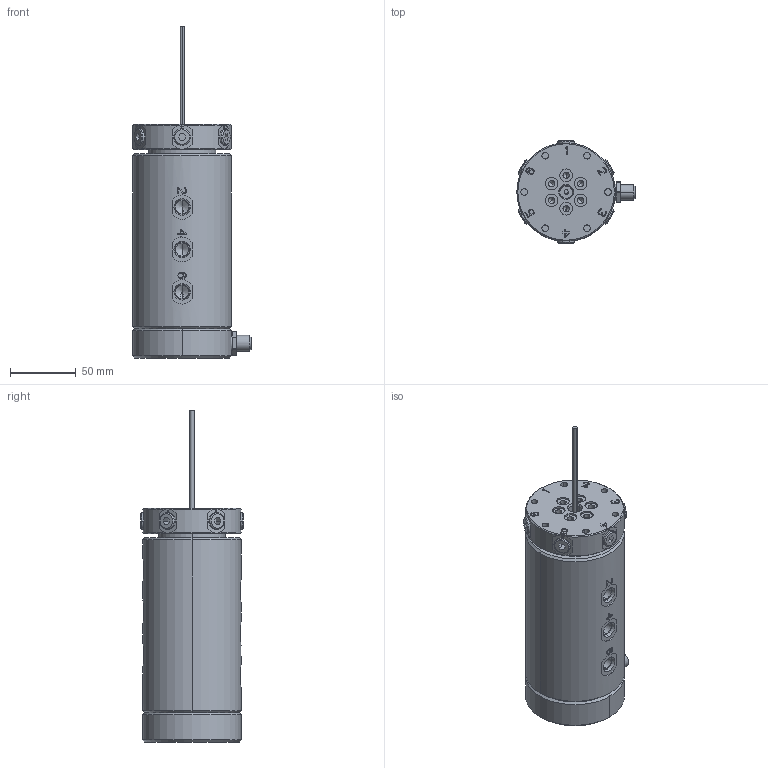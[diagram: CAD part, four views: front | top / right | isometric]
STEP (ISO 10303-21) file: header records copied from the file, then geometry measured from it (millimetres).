
FILE_DESCRIPTION((''),'2;1');
FILE_NAME('ILC32624601ES6A','2023-02-19T08:05:11',('Jweaver'),(''),'CREO PARAMETRIC BY PTC INC, 2021164','CREO PARAMETRIC BY PTC INC, 2021164','');
FILE_SCHEMA(('AUTOMOTIVE_DESIGN { 1 0 10303 214 1 1 1 1 }'));
Length unit declared in the file: inch
Products named in the file (1): ILC32624601ES6A
Bounding box: 89.59 x 77.64 x 251.61 mm (x, y, z)
Volume: 737876.1 mm3; surface area: 74438.6 mm2
Topology: 1 solids, 1 shells, 1018 faces, 2813 edges, 1861 vertices
Faces by surface type: plane 772, cylinder 160, cone 86
Entity records: 34095 total; most frequent: CARTESIAN_POINT 6844, ORIENTED_EDGE 5578, DIRECTION 5038, EDGE_CURVE 2789, VECTOR 2151, LINE 2151, VERTEX_POINT 1861, AXIS2_PLACEMENT_3D 1442
